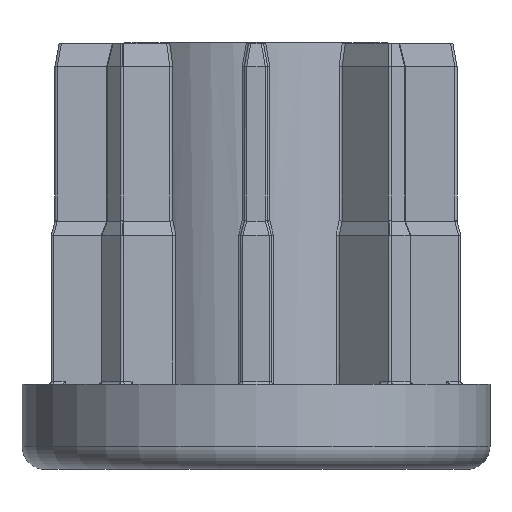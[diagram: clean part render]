
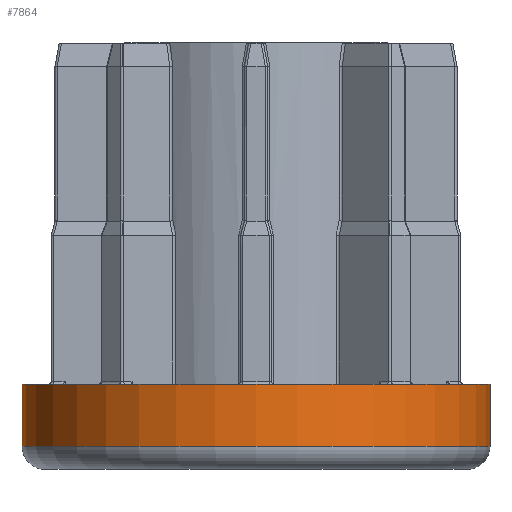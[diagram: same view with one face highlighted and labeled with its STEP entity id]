
A CAD part, front view. The second image highlights one B-rep face of the part: STEP entity #7864.
In plain terms, the highlighted cylindrical face has radius 30.15 mm (diameter 60.3 mm), a partial arc.
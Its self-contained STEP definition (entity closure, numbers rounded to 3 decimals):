
#44 = CARTESIAN_POINT ( 'NONE',  ( 0., 0., 11. ) ) ;
#53 = CARTESIAN_POINT ( 'NONE',  ( 30.15, 0., 11. ) ) ;
#187 = DIRECTION ( 'NONE',  ( 1., 0., 0. ) ) ;
#367 = FACE_OUTER_BOUND ( 'NONE', #5842, .T. ) ;
#1114 = AXIS2_PLACEMENT_3D ( 'NONE', #1986, #9262, #3051 ) ;
#1195 = VERTEX_POINT ( 'NONE', #11235 ) ;
#1271 = CARTESIAN_POINT ( 'NONE',  ( -30.15, 0., 11. ) ) ;
#1777 = EDGE_CURVE ( 'NONE', #12187, #2074, #13256, .T. ) ;
#1831 = EDGE_CURVE ( 'NONE', #1195, #3788, #10070, .T. ) ;
#1986 = CARTESIAN_POINT ( 'NONE',  ( 0., 0., 11. ) ) ;
#2074 = VERTEX_POINT ( 'NONE', #7901 ) ;
#2197 = DIRECTION ( 'NONE',  ( 0., 0., -1. ) ) ;
#2812 = VECTOR ( 'NONE', #8502, 1000. ) ;
#3051 = DIRECTION ( 'NONE',  ( 1., 0., 0. ) ) ;
#3788 = VERTEX_POINT ( 'NONE', #10339 ) ;
#3868 = ORIENTED_EDGE ( 'NONE', *, *, #1777, .F. ) ;
#5330 = CIRCLE ( 'NONE', #8270, 30.15 ) ;
#5842 = EDGE_LOOP ( 'NONE', ( #3868, #9081, #9994, #8532 ) ) ;
#6364 = EDGE_CURVE ( 'NONE', #1195, #12187, #6485, .T. ) ;
#6485 = CIRCLE ( 'NONE', #1114, 30.15 ) ;
#6546 = DIRECTION ( 'NONE',  ( 0., 0., 1. ) ) ;
#7864 = ADVANCED_FACE ( 'NONE', ( #367 ), #8454, .T. ) ;
#7901 = CARTESIAN_POINT ( 'NONE',  ( 30.15, 0., 3. ) ) ;
#7909 = EDGE_CURVE ( 'NONE', #3788, #2074, #5330, .T. ) ;
#8270 = AXIS2_PLACEMENT_3D ( 'NONE', #12498, #6546, #187 ) ;
#8362 = AXIS2_PLACEMENT_3D ( 'NONE', #44, #2197, #12359 ) ;
#8454 = CYLINDRICAL_SURFACE ( 'NONE', #8362, 30.15 ) ;
#8502 = DIRECTION ( 'NONE',  ( 0., 0., -1. ) ) ;
#8532 = ORIENTED_EDGE ( 'NONE', *, *, #7909, .T. ) ;
#8636 = DIRECTION ( 'NONE',  ( 0., 0., -1. ) ) ;
#9081 = ORIENTED_EDGE ( 'NONE', *, *, #6364, .F. ) ;
#9262 = DIRECTION ( 'NONE',  ( 0., 0., 1. ) ) ;
#9994 = ORIENTED_EDGE ( 'NONE', *, *, #1831, .T. ) ;
#10070 = LINE ( 'NONE', #1271, #12979 ) ;
#10339 = CARTESIAN_POINT ( 'NONE',  ( -30.15, 0., 3. ) ) ;
#11235 = CARTESIAN_POINT ( 'NONE',  ( -30.15, 0., 11. ) ) ;
#12187 = VERTEX_POINT ( 'NONE', #12978 ) ;
#12359 = DIRECTION ( 'NONE',  ( -1., 0., 0. ) ) ;
#12498 = CARTESIAN_POINT ( 'NONE',  ( 0., 0., 3. ) ) ;
#12978 = CARTESIAN_POINT ( 'NONE',  ( 30.15, 0., 11. ) ) ;
#12979 = VECTOR ( 'NONE', #8636, 1000. ) ;
#13256 = LINE ( 'NONE', #53, #2812 ) ;
